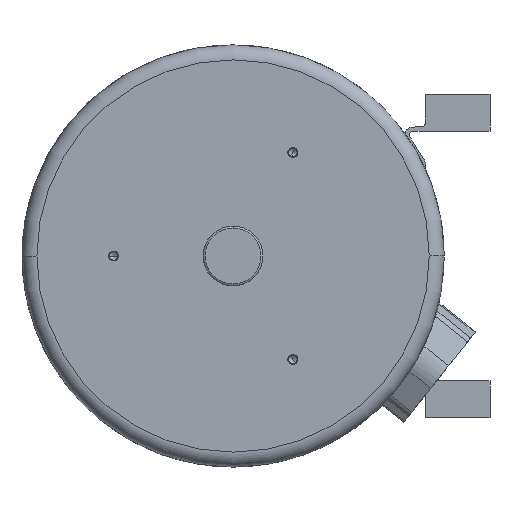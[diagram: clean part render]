
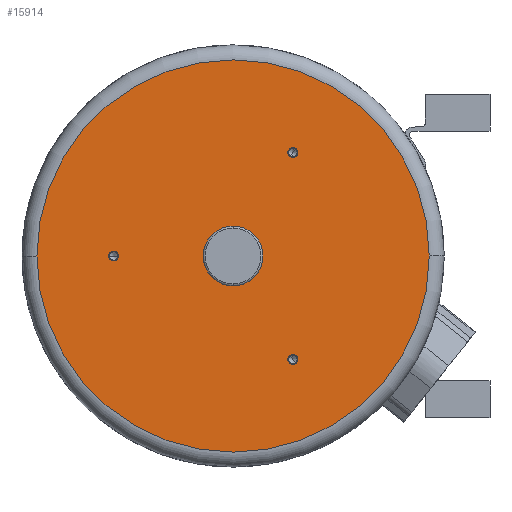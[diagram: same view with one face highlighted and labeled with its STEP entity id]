
A CAD part, left-side view. The second image highlights one B-rep face of the part: STEP entity #15914.
In plain terms, the highlighted planar face has unit normal (-1, 0, 0).
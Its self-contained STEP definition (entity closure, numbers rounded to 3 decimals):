
#315=CARTESIAN_POINT('',(-204.,120.,0.));
#316=DIRECTION('',(-1.,0.,0.));
#317=DIRECTION('',(0.,1.,0.));
#318=AXIS2_PLACEMENT_3D('',#315,#316,#317);
#320=CARTESIAN_POINT('',(-204.,120.,0.));
#321=DIRECTION('',(-1.,0.,0.));
#322=DIRECTION('',(0.,-1.,0.));
#323=AXIS2_PLACEMENT_3D('',#320,#321,#322);
#325=CARTESIAN_POINT('',(-204.,-60.,103.923));
#326=DIRECTION('',(-1.,0.,0.));
#327=DIRECTION('',(0.,-0.5,0.866));
#328=AXIS2_PLACEMENT_3D('',#325,#326,#327);
#330=CARTESIAN_POINT('',(-204.,-60.,103.923));
#331=DIRECTION('',(-1.,0.,0.));
#332=DIRECTION('',(0.,0.5,-0.866));
#333=AXIS2_PLACEMENT_3D('',#330,#331,#332);
#335=CARTESIAN_POINT('',(-204.,-60.,-103.923));
#336=DIRECTION('',(-1.,0.,0.));
#337=DIRECTION('',(0.,-0.5,-0.866));
#338=AXIS2_PLACEMENT_3D('',#335,#336,#337);
#340=CARTESIAN_POINT('',(-204.,-60.,-103.923));
#341=DIRECTION('',(-1.,0.,0.));
#342=DIRECTION('',(0.,0.5,0.866));
#343=AXIS2_PLACEMENT_3D('',#340,#341,#342);
#345=CARTESIAN_POINT('',(-204.,0.,0.));
#346=DIRECTION('',(-1.,0.,0.));
#347=DIRECTION('',(0.,0.,1.));
#348=AXIS2_PLACEMENT_3D('',#345,#346,#347);
#350=CARTESIAN_POINT('',(-204.,0.,0.));
#351=DIRECTION('',(-1.,0.,0.));
#352=DIRECTION('',(0.,0.,-1.));
#353=AXIS2_PLACEMENT_3D('',#350,#351,#352);
#355=CARTESIAN_POINT('',(-204.,0.,0.));
#356=DIRECTION('',(-1.,0.,0.));
#357=DIRECTION('',(0.,-1.,0.));
#358=AXIS2_PLACEMENT_3D('',#355,#356,#357);
#360=CARTESIAN_POINT('',(-204.,0.,0.));
#361=DIRECTION('',(-1.,0.,0.));
#362=DIRECTION('',(0.,1.,0.));
#363=AXIS2_PLACEMENT_3D('',#360,#361,#362);
#13114=CARTESIAN_POINT('',(-204.,124.25,0.));
#13115=CARTESIAN_POINT('',(-204.,115.75,0.));
#13116=VERTEX_POINT('',#13114);
#13117=VERTEX_POINT('',#13115);
#13124=CARTESIAN_POINT('',(-204.,-62.125,107.604));
#13125=CARTESIAN_POINT('',(-204.,-57.875,100.242));
#13126=VERTEX_POINT('',#13124);
#13127=VERTEX_POINT('',#13125);
#13134=CARTESIAN_POINT('',(-204.,-62.125,-107.604));
#13135=CARTESIAN_POINT('',(-204.,-57.875,-100.242));
#13136=VERTEX_POINT('',#13134);
#13137=VERTEX_POINT('',#13135);
#13156=CARTESIAN_POINT('',(-204.,0.,30.));
#13157=CARTESIAN_POINT('',(-204.,0.,-30.));
#13158=VERTEX_POINT('',#13156);
#13159=VERTEX_POINT('',#13157);
#15294=CARTESIAN_POINT('',(-204.,-197.,0.));
#15295=CARTESIAN_POINT('',(-204.,197.,0.));
#15296=VERTEX_POINT('',#15294);
#15297=VERTEX_POINT('',#15295);
#15879=CARTESIAN_POINT('',(-204.,0.,0.));
#15880=DIRECTION('',(1.,0.,0.));
#15881=DIRECTION('',(0.,-1.,0.));
#15882=AXIS2_PLACEMENT_3D('',#15879,#15880,#15881);
#15883=PLANE('',#15882);
#15885=ORIENTED_EDGE('',*,*,#15884,.F.);
#15887=ORIENTED_EDGE('',*,*,#15886,.F.);
#15888=EDGE_LOOP('',(#15885,#15887));
#15889=FACE_OUTER_BOUND('',#15888,.F.);
#15891=ORIENTED_EDGE('',*,*,#15890,.T.);
#15893=ORIENTED_EDGE('',*,*,#15892,.T.);
#15894=EDGE_LOOP('',(#15891,#15893));
#15895=FACE_BOUND('',#15894,.F.);
#15897=ORIENTED_EDGE('',*,*,#15896,.T.);
#15899=ORIENTED_EDGE('',*,*,#15898,.T.);
#15900=EDGE_LOOP('',(#15897,#15899));
#15901=FACE_BOUND('',#15900,.F.);
#15903=ORIENTED_EDGE('',*,*,#15902,.T.);
#15905=ORIENTED_EDGE('',*,*,#15904,.T.);
#15906=EDGE_LOOP('',(#15903,#15905));
#15907=FACE_BOUND('',#15906,.F.);
#15909=ORIENTED_EDGE('',*,*,#15908,.T.);
#15911=ORIENTED_EDGE('',*,*,#15910,.T.);
#15912=EDGE_LOOP('',(#15909,#15911));
#15913=FACE_BOUND('',#15912,.F.);
#15914=ADVANCED_FACE('',(#15889,#15895,#15901,#15907,#15913),#15883,.F.);
#319=CIRCLE('',#318,4.25);
#324=CIRCLE('',#323,4.25);
#329=CIRCLE('',#328,4.25);
#334=CIRCLE('',#333,4.25);
#339=CIRCLE('',#338,4.25);
#344=CIRCLE('',#343,4.25);
#349=CIRCLE('',#348,30.);
#354=CIRCLE('',#353,30.);
#359=CIRCLE('',#358,197.);
#364=CIRCLE('',#363,197.);
#15884=EDGE_CURVE('',#15296,#15297,#359,.T.);
#15886=EDGE_CURVE('',#15297,#15296,#364,.T.);
#15890=EDGE_CURVE('',#13116,#13117,#319,.T.);
#15892=EDGE_CURVE('',#13117,#13116,#324,.T.);
#15896=EDGE_CURVE('',#13126,#13127,#329,.T.);
#15898=EDGE_CURVE('',#13127,#13126,#334,.T.);
#15902=EDGE_CURVE('',#13136,#13137,#339,.T.);
#15904=EDGE_CURVE('',#13137,#13136,#344,.T.);
#15908=EDGE_CURVE('',#13158,#13159,#349,.T.);
#15910=EDGE_CURVE('',#13159,#13158,#354,.T.);
